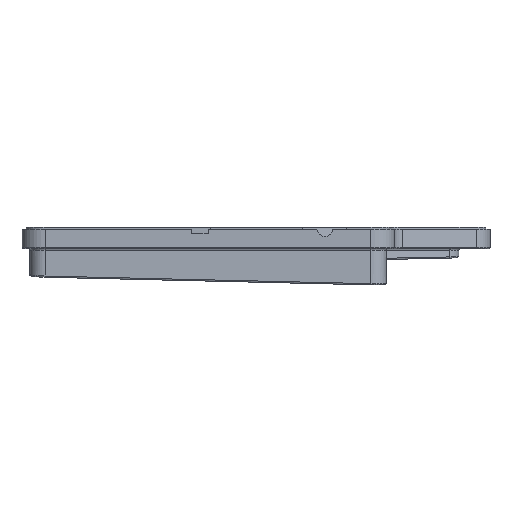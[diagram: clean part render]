
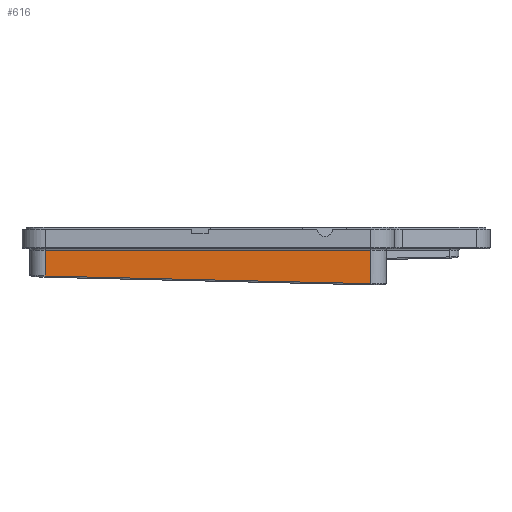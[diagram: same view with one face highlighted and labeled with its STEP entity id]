
A CAD part, front view. The second image highlights one B-rep face of the part: STEP entity #616.
In plain terms, the highlighted planar face has unit normal (0, -1, 0).
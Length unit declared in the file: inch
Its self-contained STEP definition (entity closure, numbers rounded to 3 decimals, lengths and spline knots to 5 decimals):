
#616 = ADVANCED_FACE ( 'NONE', ( #1702 ), #1704, .T. ) ;
#1693 = CARTESIAN_POINT ( 'NONE',  ( 2.82, -4.5135, 0.91732 ) ) ;
#1702 = FACE_OUTER_BOUND ( 'NONE', #10711, .T. ) ;
#1704 = PLANE ( 'NONE',  #13117 ) ;
#1708 = DIRECTION ( 'NONE',  ( 0., -1., 0. ) ) ;
#1710 = DIRECTION ( 'NONE',  ( 0., 0., -1. ) ) ;
#2009 = EDGE_CURVE ( 'NONE', #15299, #8271, #11069, .T. ) ;
#2012 = EDGE_CURVE ( 'NONE', #5018, #15299, #11057, .T. ) ;
#2013 = EDGE_CURVE ( 'NONE', #8271, #5003, #11082, .T. ) ;
#3424 = CARTESIAN_POINT ( 'NONE',  ( 2.82, -4.5135, 0.34232 ) ) ;
#3441 = CARTESIAN_POINT ( 'NONE',  ( 2.82, -4.5135, 0.75931 ) ) ;
#4181 = CARTESIAN_POINT ( 'NONE',  ( -2.445, -4.5135, 0.34232 ) ) ;
#5003 = VERTEX_POINT ( 'NONE', #3424 ) ;
#5018 = VERTEX_POINT ( 'NONE', #3441 ) ;
#5107 = VECTOR ( 'NONE', #11084, 39.37008 ) ;
#5108 = VECTOR ( 'NONE', #11081, 39.37008 ) ;
#5111 = VECTOR ( 'NONE', #11072, 39.37008 ) ;
#5676 = LINE ( 'NONE', #5680, #6607 ) ;
#5680 = CARTESIAN_POINT ( 'NONE',  ( 2.82, -4.5135, 0.91732 ) ) ;
#5681 = DIRECTION ( 'NONE',  ( 0., 0., -1. ) ) ;
#6607 = VECTOR ( 'NONE', #5681, 39.37008 ) ;
#8271 = VERTEX_POINT ( 'NONE', #4181 ) ;
#10711 = EDGE_LOOP ( 'NONE', ( #14037, #14038, #14039, #14040 ) ) ;
#11057 = LINE ( 'NONE', #11073, #5108 ) ;
#11069 = LINE ( 'NONE', #11071, #5111 ) ;
#11071 = CARTESIAN_POINT ( 'NONE',  ( -2.445, -4.5135, 0.91732 ) ) ;
#11072 = DIRECTION ( 'NONE',  ( 0., 0., -1. ) ) ;
#11073 = CARTESIAN_POINT ( 'NONE',  ( 2.8163, -4.5135, 0.7594 ) ) ;
#11081 = DIRECTION ( 'NONE',  ( -1., 0., 0.023 ) ) ;
#11082 = LINE ( 'NONE', #11083, #5107 ) ;
#11083 = CARTESIAN_POINT ( 'NONE',  ( 2.82, -4.5135, 0.34232 ) ) ;
#11084 = DIRECTION ( 'NONE',  ( 1., 0., 0. ) ) ;
#13117 = AXIS2_PLACEMENT_3D ( 'NONE', #1693, #1708, #1710 ) ;
#14037 = ORIENTED_EDGE ( 'NONE', *, *, #15707, .F. ) ;
#14038 = ORIENTED_EDGE ( 'NONE', *, *, #2012, .T. ) ;
#14039 = ORIENTED_EDGE ( 'NONE', *, *, #2009, .T. ) ;
#14040 = ORIENTED_EDGE ( 'NONE', *, *, #2013, .T. ) ;
#15299 = VERTEX_POINT ( 'NONE', #17617 ) ;
#15707 = EDGE_CURVE ( 'NONE', #5018, #5003, #5676, .T. ) ;
#17617 = CARTESIAN_POINT ( 'NONE',  ( -2.445, -4.5135, 0.88253 ) ) ;
